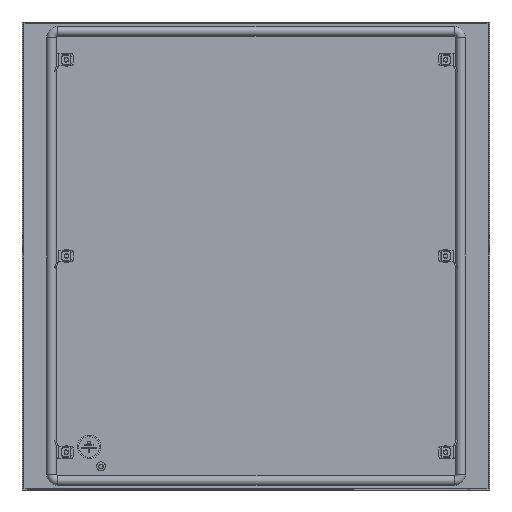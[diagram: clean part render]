
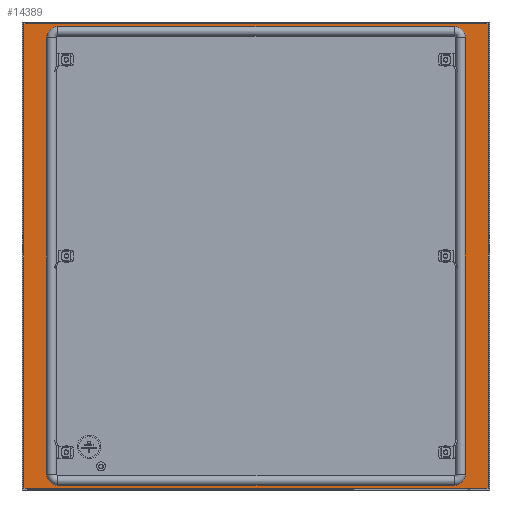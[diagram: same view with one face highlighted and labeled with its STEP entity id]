
A CAD part, left-side view. The second image highlights one B-rep face of the part: STEP entity #14389.
In plain terms, the highlighted planar face has unit normal (-1, 0, 0).
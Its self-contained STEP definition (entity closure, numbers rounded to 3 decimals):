
#22 = EDGE_CURVE ( 'NONE', #28958, #10511, #26771, .T. ) ;
#327 = FACE_BOUND ( 'NONE', #21591, .T. ) ;
#662 = VECTOR ( 'NONE', #21220, 1000. ) ;
#1011 = VERTEX_POINT ( 'NONE', #22472 ) ;
#1023 = CARTESIAN_POINT ( 'NONE',  ( -2., -266.5, 278. ) ) ;
#1060 = CARTESIAN_POINT ( 'NONE',  ( -2., 295.5, -296. ) ) ;
#1386 = EDGE_CURVE ( 'NONE', #24929, #6456, #14534, .T. ) ;
#1533 = DIRECTION ( 'NONE',  ( -1., 0., 0. ) ) ;
#1679 = VECTOR ( 'NONE', #9476, 1000. ) ;
#2218 = LINE ( 'NONE', #29053, #22774 ) ;
#2489 = DIRECTION ( 'NONE',  ( 0., 0., -1. ) ) ;
#2687 = EDGE_CURVE ( 'NONE', #11495, #28958, #28306, .T. ) ;
#2706 = DIRECTION ( 'NONE',  ( 0., -1., 0. ) ) ;
#2896 = EDGE_CURVE ( 'NONE', #11495, #6186, #22962, .T. ) ;
#2997 = CARTESIAN_POINT ( 'NONE',  ( -2., 0., -296. ) ) ;
#3764 = DIRECTION ( 'NONE',  ( 0., -1., 0. ) ) ;
#3873 = DIRECTION ( 'NONE',  ( 0., 0., 1. ) ) ;
#4436 = VECTOR ( 'NONE', #27257, 1000. ) ;
#4545 = ORIENTED_EDGE ( 'NONE', *, *, #13326, .F. ) ;
#4775 = EDGE_CURVE ( 'NONE', #27782, #15587, #7089, .T. ) ;
#4847 = DIRECTION ( 'NONE',  ( 0., 1., 0. ) ) ;
#4898 = CARTESIAN_POINT ( 'NONE',  ( -2., -252.5, -278. ) ) ;
#5118 = AXIS2_PLACEMENT_3D ( 'NONE', #19709, #8766, #28704 ) ;
#5164 = DIRECTION ( 'NONE',  ( 0., 1., 0. ) ) ;
#5219 = LINE ( 'NONE', #2997, #1679 ) ;
#5832 = VERTEX_POINT ( 'NONE', #9328 ) ;
#6186 = VERTEX_POINT ( 'NONE', #15597 ) ;
#6456 = VERTEX_POINT ( 'NONE', #14556 ) ;
#7089 = LINE ( 'NONE', #11485, #15752 ) ;
#7261 = VERTEX_POINT ( 'NONE', #1060 ) ;
#7363 = CARTESIAN_POINT ( 'NONE',  ( -2., 0., 296. ) ) ;
#7674 = ORIENTED_EDGE ( 'NONE', *, *, #9977, .T. ) ;
#7734 = CARTESIAN_POINT ( 'NONE',  ( -2., -295.5, -296. ) ) ;
#8084 = DIRECTION ( 'NONE',  ( 0., 0., -1. ) ) ;
#8313 = CARTESIAN_POINT ( 'NONE',  ( -2., -252.5, 278. ) ) ;
#8766 = DIRECTION ( 'NONE',  ( 1., 0., 0. ) ) ;
#9328 = CARTESIAN_POINT ( 'NONE',  ( -2., 266.5, 278. ) ) ;
#9333 = ORIENTED_EDGE ( 'NONE', *, *, #22, .T. ) ;
#9441 = DIRECTION ( 'NONE',  ( 0., 1., 0. ) ) ;
#9476 = DIRECTION ( 'NONE',  ( 0., -1., 0. ) ) ;
#9977 = EDGE_CURVE ( 'NONE', #10511, #24929, #23453, .T. ) ;
#10511 = VERTEX_POINT ( 'NONE', #13177 ) ;
#10774 = ORIENTED_EDGE ( 'NONE', *, *, #2687, .T. ) ;
#11346 = PLANE ( 'NONE',  #24129 ) ;
#11485 = CARTESIAN_POINT ( 'NONE',  ( -2., -295.5, 0. ) ) ;
#11495 = VERTEX_POINT ( 'NONE', #1023 ) ;
#11861 = ORIENTED_EDGE ( 'NONE', *, *, #28311, .F. ) ;
#12132 = ORIENTED_EDGE ( 'NONE', *, *, #23058, .T. ) ;
#12497 = CARTESIAN_POINT ( 'NONE',  ( -2., -252.5, -292. ) ) ;
#12572 = CARTESIAN_POINT ( 'NONE',  ( -2., 266.5, -278. ) ) ;
#12652 = CARTESIAN_POINT ( 'NONE',  ( -2., -266.5, 0. ) ) ;
#12770 = CIRCLE ( 'NONE', #16538, 14. ) ;
#13065 = AXIS2_PLACEMENT_3D ( 'NONE', #4898, #27188, #2706 ) ;
#13177 = CARTESIAN_POINT ( 'NONE',  ( -2., -252.5, -292. ) ) ;
#13203 = ORIENTED_EDGE ( 'NONE', *, *, #2896, .F. ) ;
#13326 = EDGE_CURVE ( 'NONE', #6186, #25149, #25056, .T. ) ;
#13591 = CARTESIAN_POINT ( 'NONE',  ( -2., -295.5, 296. ) ) ;
#13613 = CARTESIAN_POINT ( 'NONE',  ( -2., 252.5, 292. ) ) ;
#13791 = ORIENTED_EDGE ( 'NONE', *, *, #4775, .T. ) ;
#13819 = CARTESIAN_POINT ( 'NONE',  ( -2., -252.5, 292. ) ) ;
#13853 = DIRECTION ( 'NONE',  ( 0., 0., 1. ) ) ;
#13992 = AXIS2_PLACEMENT_3D ( 'NONE', #8313, #1533, #3764 ) ;
#14389 = ADVANCED_FACE ( 'NONE', ( #28656, #327 ), #11346, .F. ) ;
#14534 = CIRCLE ( 'NONE', #5118, 14. ) ;
#14556 = CARTESIAN_POINT ( 'NONE',  ( -2., 266.5, -278. ) ) ;
#15587 = VERTEX_POINT ( 'NONE', #13591 ) ;
#15597 = CARTESIAN_POINT ( 'NONE',  ( -2., -252.5, 292. ) ) ;
#15752 = VECTOR ( 'NONE', #13853, 1000. ) ;
#15797 = CARTESIAN_POINT ( 'NONE',  ( -2., 0., 0. ) ) ;
#16051 = EDGE_CURVE ( 'NONE', #1011, #7261, #2218, .T. ) ;
#16538 = AXIS2_PLACEMENT_3D ( 'NONE', #28655, #24068, #3873 ) ;
#17339 = EDGE_LOOP ( 'NONE', ( #13791, #28289, #17509, #21323 ) ) ;
#17509 = ORIENTED_EDGE ( 'NONE', *, *, #16051, .T. ) ;
#17726 = VECTOR ( 'NONE', #5164, 1000. ) ;
#18457 = CARTESIAN_POINT ( 'NONE',  ( -2., -266.5, -278. ) ) ;
#18934 = CARTESIAN_POINT ( 'NONE',  ( -2., 252.5, -292. ) ) ;
#19350 = VECTOR ( 'NONE', #4847, 1000. ) ;
#19709 = CARTESIAN_POINT ( 'NONE',  ( -2., 252.5, -278. ) ) ;
#19855 = EDGE_CURVE ( 'NONE', #15587, #1011, #20918, .T. ) ;
#20918 = LINE ( 'NONE', #7363, #17726 ) ;
#21220 = DIRECTION ( 'NONE',  ( 0., 1., 0. ) ) ;
#21323 = ORIENTED_EDGE ( 'NONE', *, *, #24478, .T. ) ;
#21591 = EDGE_LOOP ( 'NONE', ( #13203, #10774, #9333, #7674, #27221, #12132, #11861, #4545 ) ) ;
#22039 = VECTOR ( 'NONE', #8084, 1000. ) ;
#22472 = CARTESIAN_POINT ( 'NONE',  ( -2., 295.5, 296. ) ) ;
#22774 = VECTOR ( 'NONE', #2489, 1000. ) ;
#22962 = CIRCLE ( 'NONE', #13992, 14. ) ;
#23058 = EDGE_CURVE ( 'NONE', #6456, #5832, #25739, .T. ) ;
#23453 = LINE ( 'NONE', #12497, #662 ) ;
#24068 = DIRECTION ( 'NONE',  ( -1., 0., 0. ) ) ;
#24129 = AXIS2_PLACEMENT_3D ( 'NONE', #15797, #24647, #9441 ) ;
#24478 = EDGE_CURVE ( 'NONE', #7261, #27782, #5219, .T. ) ;
#24647 = DIRECTION ( 'NONE',  ( 1., 0., 0. ) ) ;
#24929 = VERTEX_POINT ( 'NONE', #18934 ) ;
#25056 = LINE ( 'NONE', #13819, #19350 ) ;
#25149 = VERTEX_POINT ( 'NONE', #13613 ) ;
#25739 = LINE ( 'NONE', #12572, #4436 ) ;
#26771 = CIRCLE ( 'NONE', #13065, 14. ) ;
#27188 = DIRECTION ( 'NONE',  ( 1., 0., 0. ) ) ;
#27221 = ORIENTED_EDGE ( 'NONE', *, *, #1386, .T. ) ;
#27257 = DIRECTION ( 'NONE',  ( 0., 0., 1. ) ) ;
#27782 = VERTEX_POINT ( 'NONE', #7734 ) ;
#28289 = ORIENTED_EDGE ( 'NONE', *, *, #19855, .T. ) ;
#28306 = LINE ( 'NONE', #12652, #22039 ) ;
#28311 = EDGE_CURVE ( 'NONE', #25149, #5832, #12770, .T. ) ;
#28655 = CARTESIAN_POINT ( 'NONE',  ( -2., 252.5, 278. ) ) ;
#28656 = FACE_OUTER_BOUND ( 'NONE', #17339, .T. ) ;
#28704 = DIRECTION ( 'NONE',  ( 0., 0., -1. ) ) ;
#28958 = VERTEX_POINT ( 'NONE', #18457 ) ;
#29053 = CARTESIAN_POINT ( 'NONE',  ( -2., 295.5, 0. ) ) ;
